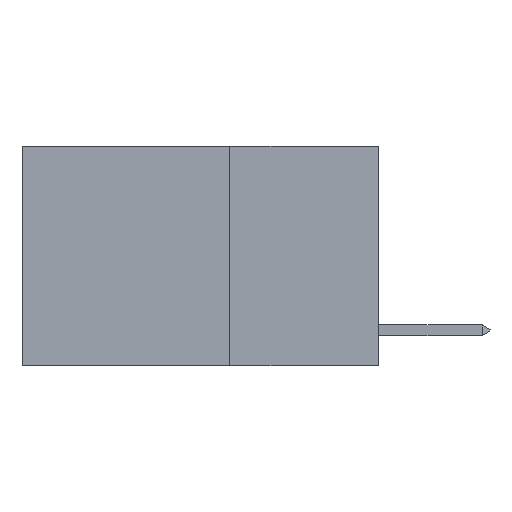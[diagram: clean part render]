
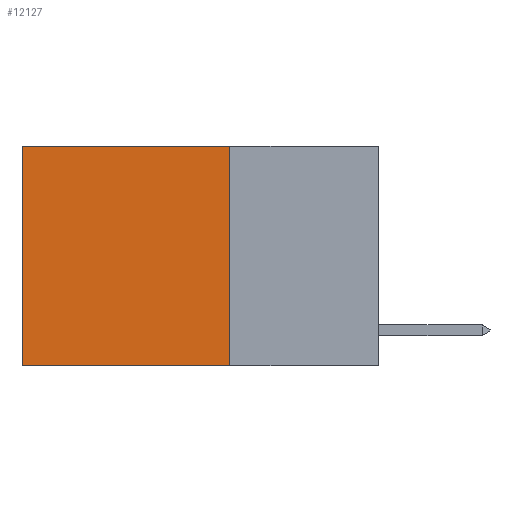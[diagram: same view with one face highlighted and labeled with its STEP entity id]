
A CAD part, left-side view. The second image highlights one B-rep face of the part: STEP entity #12127.
In plain terms, the highlighted planar face has unit normal (-1, 0, 0).
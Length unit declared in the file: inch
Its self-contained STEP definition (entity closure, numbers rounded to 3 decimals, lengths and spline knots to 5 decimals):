
#263 = ORIENTED_EDGE ( 'NONE', *, *, #1136, .F. ) ;
#327 = CARTESIAN_POINT ( 'NONE',  ( 0.2625, 0.25, -0.37 ) ) ;
#373 = DIRECTION ( 'NONE',  ( 1., 0., 0. ) ) ;
#1136 = EDGE_CURVE ( 'NONE', #8237, #8047, #4520, .T. ) ;
#1482 = VECTOR ( 'NONE', #11699, 39.37008 ) ;
#2190 = VECTOR ( 'NONE', #2910, 39.37008 ) ;
#2527 = LINE ( 'NONE', #4005, #2190 ) ;
#2910 = DIRECTION ( 'NONE',  ( 0., 0., -1. ) ) ;
#3046 = CARTESIAN_POINT ( 'NONE',  ( 0.2625, 0.25, 0. ) ) ;
#3356 = DIRECTION ( 'NONE',  ( 0., 1., 0. ) ) ;
#3690 = DIRECTION ( 'NONE',  ( 0., 1., 0. ) ) ;
#3730 = CARTESIAN_POINT ( 'NONE',  ( 0.2625, 0.25, -0.37 ) ) ;
#3759 = FACE_OUTER_BOUND ( 'NONE', #3864, .T. ) ;
#3864 = EDGE_LOOP ( 'NONE', ( #10198, #263, #9544, #9929 ) ) ;
#4005 = CARTESIAN_POINT ( 'NONE',  ( 0.2625, 0.6, 0. ) ) ;
#4447 = LINE ( 'NONE', #8715, #12025 ) ;
#4520 = LINE ( 'NONE', #3730, #12093 ) ;
#5150 = CARTESIAN_POINT ( 'NONE',  ( 0.2625, 0.6, -0.37 ) ) ;
#5705 = EDGE_CURVE ( 'NONE', #9523, #8047, #2527, .T. ) ;
#6922 = AXIS2_PLACEMENT_3D ( 'NONE', #8608, #373, #10555 ) ;
#7440 = EDGE_CURVE ( 'NONE', #8733, #9523, #4447, .T. ) ;
#7742 = EDGE_CURVE ( 'NONE', #8733, #8237, #8985, .T. ) ;
#8047 = VERTEX_POINT ( 'NONE', #5150 ) ;
#8237 = VERTEX_POINT ( 'NONE', #327 ) ;
#8383 = CARTESIAN_POINT ( 'NONE',  ( 0.2625, 0.25, 0. ) ) ;
#8608 = CARTESIAN_POINT ( 'NONE',  ( 0.2625, 0.25, 0. ) ) ;
#8715 = CARTESIAN_POINT ( 'NONE',  ( 0.2625, 0.25, 0. ) ) ;
#8733 = VERTEX_POINT ( 'NONE', #8383 ) ;
#8985 = LINE ( 'NONE', #3046, #1482 ) ;
#9523 = VERTEX_POINT ( 'NONE', #11785 ) ;
#9544 = ORIENTED_EDGE ( 'NONE', *, *, #7742, .F. ) ;
#9600 = PLANE ( 'NONE',  #6922 ) ;
#9929 = ORIENTED_EDGE ( 'NONE', *, *, #7440, .T. ) ;
#10198 = ORIENTED_EDGE ( 'NONE', *, *, #5705, .T. ) ;
#10555 = DIRECTION ( 'NONE',  ( 0., 0., -1. ) ) ;
#11699 = DIRECTION ( 'NONE',  ( 0., 0., -1. ) ) ;
#11785 = CARTESIAN_POINT ( 'NONE',  ( 0.2625, 0.6, 0. ) ) ;
#12025 = VECTOR ( 'NONE', #3690, 39.37008 ) ;
#12093 = VECTOR ( 'NONE', #3356, 39.37008 ) ;
#12127 = ADVANCED_FACE ( 'NONE', ( #3759 ), #9600, .F. ) ;
